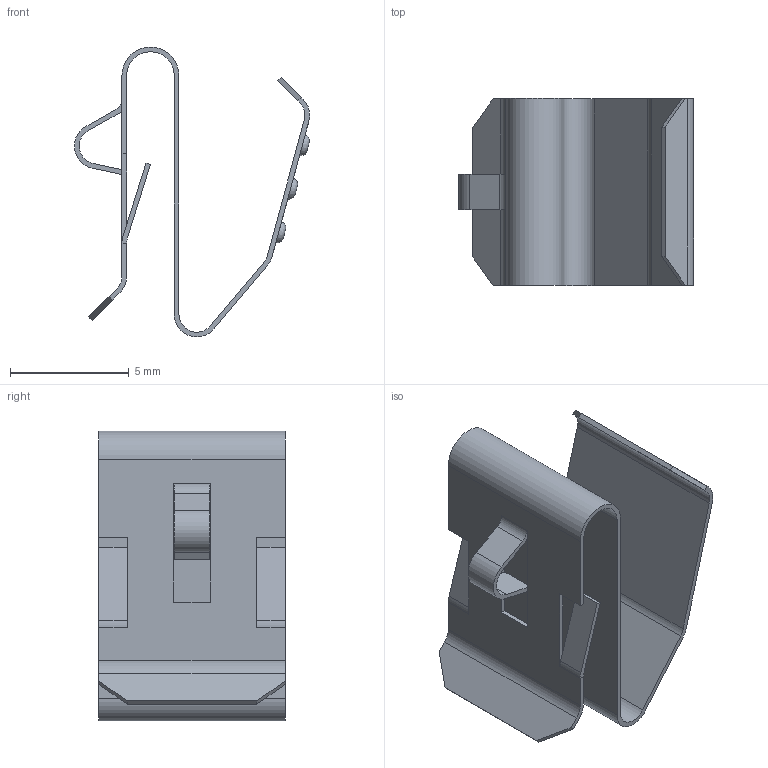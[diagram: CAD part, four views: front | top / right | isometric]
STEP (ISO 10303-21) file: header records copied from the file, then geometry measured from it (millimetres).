
FILE_DESCRIPTION(('FreeCAD Model'),'2;1');
FILE_NAME('Open CASCADE Shape Model','2023-05-07T15:26:11',(''),(''), 'Open CASCADE STEP processor 7.6','FreeCAD','Unknown');
FILE_SCHEMA(('AUTOMOTIVE_DESIGN { 1 0 10303 214 1 1 1 1 }'));
Length unit declared in the file: millimetre
Products named in the file (1): Body
Bounding box: 9.9 x 7.85 x 12.2 mm (x, y, z)
Volume: 60.7 mm3; surface area: 625.8 mm2
Topology: 1 solids, 1 shells, 95 faces, 231 edges, 147 vertices
Faces by surface type: plane 59, cylinder 27, revolution 9
Full cylindrical faces by diameter (mm): 0.9 x9
Entity records: 5813 total; most frequent: CARTESIAN_POINT 1335, DIRECTION 772, ORIENTED_EDGE 462, PCURVE 462, DEFINITIONAL_REPRESENTATION 462, LINE 423, VECTOR 423, EDGE_CURVE 231
